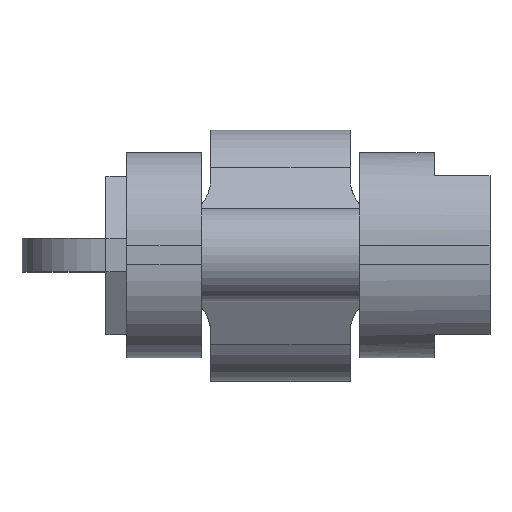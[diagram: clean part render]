
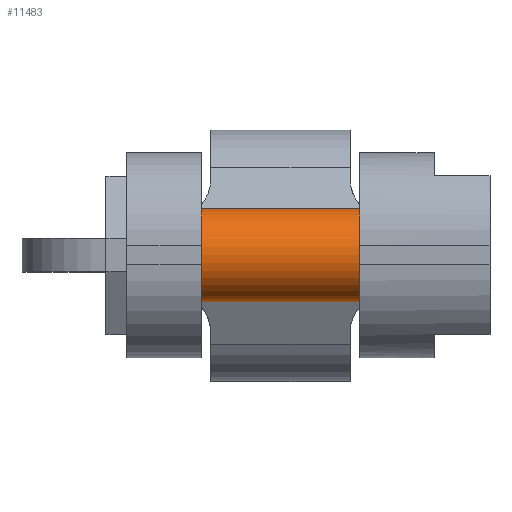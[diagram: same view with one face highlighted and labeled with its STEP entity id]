
A CAD part, top view. The second image highlights one B-rep face of the part: STEP entity #11483.
In plain terms, the highlighted cylindrical face has radius 5 mm (diameter 10 mm), a partial arc.
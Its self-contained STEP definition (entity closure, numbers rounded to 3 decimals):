
#4040=CARTESIAN_POINT('',(-8.5,0.,44.));
#4041=DIRECTION('',(1.,0.,0.));
#4042=DIRECTION('',(0.,1.,0.));
#4043=AXIS2_PLACEMENT_3D('',#4040,#4041,#4042);
#4294=CARTESIAN_POINT('',(8.5,0.,44.));
#4295=DIRECTION('',(1.,0.,0.));
#4296=DIRECTION('',(0.,1.,0.));
#4297=AXIS2_PLACEMENT_3D('',#4294,#4295,#4296);
#4352=DIRECTION('',(1.,0.,0.));
#4353=VECTOR('',#4352,17.);
#4354=CARTESIAN_POINT('',(-8.5,-5.,44.));
#4355=LINE('',#4354,#4353);
#4356=DIRECTION('',(1.,0.,0.));
#4357=VECTOR('',#4356,17.);
#4358=CARTESIAN_POINT('',(-8.5,5.,44.));
#4359=LINE('',#4358,#4357);
#5006=CARTESIAN_POINT('',(-8.5,-5.,44.));
#5007=CARTESIAN_POINT('',(-8.5,5.,44.));
#5008=VERTEX_POINT('',#5006);
#5009=VERTEX_POINT('',#5007);
#5010=CARTESIAN_POINT('',(8.5,-5.,44.));
#5011=CARTESIAN_POINT('',(8.5,5.,44.));
#5012=VERTEX_POINT('',#5010);
#5013=VERTEX_POINT('',#5011);
#11472=CARTESIAN_POINT('',(-8.5,0.,44.));
#11473=DIRECTION('',(1.,0.,0.));
#11474=DIRECTION('',(0.,-1.,0.));
#11475=AXIS2_PLACEMENT_3D('',#11472,#11473,#11474);
#11476=CYLINDRICAL_SURFACE('',#11475,5.);
#11477=ORIENTED_EDGE('',*,*,#11095,.F.);
#11478=ORIENTED_EDGE('',*,*,#11467,.T.);
#11479=ORIENTED_EDGE('',*,*,#11428,.T.);
#11480=ORIENTED_EDGE('',*,*,#11464,.F.);
#11481=EDGE_LOOP('',(#11477,#11478,#11479,#11480));
#11482=FACE_OUTER_BOUND('',#11481,.F.);
#11483=ADVANCED_FACE('',(#11482),#11476,.T.);
#4044=CIRCLE('',#4043,5.);
#4298=CIRCLE('',#4297,5.);
#11095=EDGE_CURVE('',#5009,#5008,#4044,.T.);
#11428=EDGE_CURVE('',#5013,#5012,#4298,.T.);
#11464=EDGE_CURVE('',#5008,#5012,#4355,.T.);
#11467=EDGE_CURVE('',#5009,#5013,#4359,.T.);
